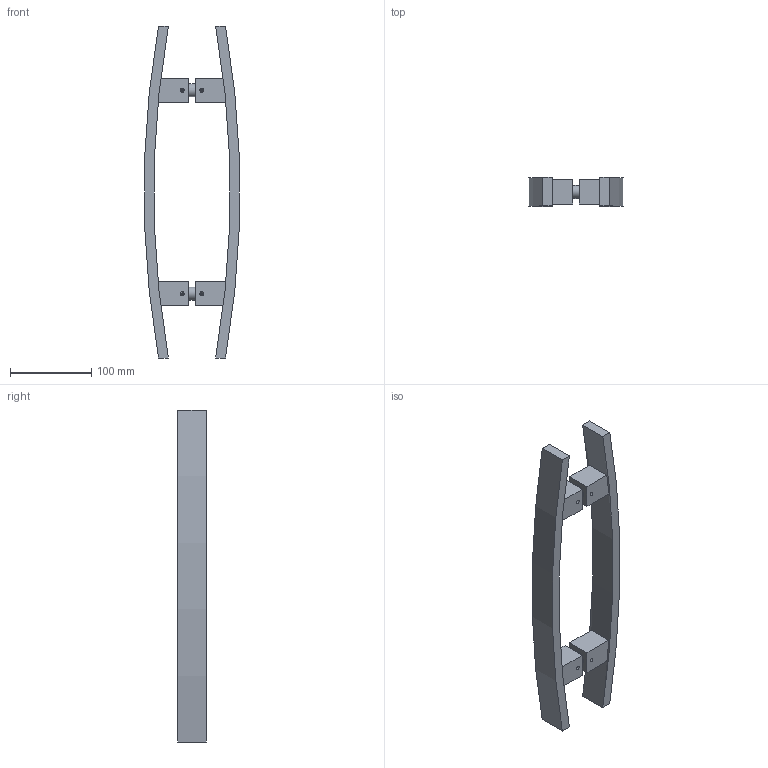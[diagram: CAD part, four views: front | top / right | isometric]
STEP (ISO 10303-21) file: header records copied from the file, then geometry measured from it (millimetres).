
FILE_DESCRIPTION(/* description */ (''),/* implementation_level */ '2;1');
FILE_NAME(/* name */ 'JUPITER_408.stp',/* time_stamp */ '2019-08-08T11:50:18+02:00',/* author */ ('DOMINIQUE'),/* organization */ (''),/* preprocessor_version */ 'ST-DEVELOPER v17.2',/* originating_system */ 'Autodesk Inventor 2019',/* authorisation */ '');
FILE_SCHEMA (('AUTOMOTIVE_DESIGN { 1 0 10303 214 3 1 1 }'));
Length unit declared in the file: millimetre
Products named in the file (1): JUPITER_408
Bounding box: 116.57 x 35 x 408 mm (x, y, z)
Volume: 488938.5 mm3; surface area: 107645.4 mm2
Topology: 14 solids, 14 shells, 144 faces, 366 edges, 254 vertices
Faces by surface type: plane 80, cylinder 38, cone 26
Full cylindrical faces by diameter (mm): 4.917 x4, 6.647 x4, 8 x2, 8.1 x4, 8.3 x2, 14 x4, 15.8 x2, 16.5 x8, 18 x4
Entity records: 4653 total; most frequent: CARTESIAN_POINT 819, DIRECTION 786, ORIENTED_EDGE 720, EDGE_CURVE 360, AXIS2_PLACEMENT_3D 311, VERTEX_POINT 254, EDGE_LOOP 174, CIRCLE 166
